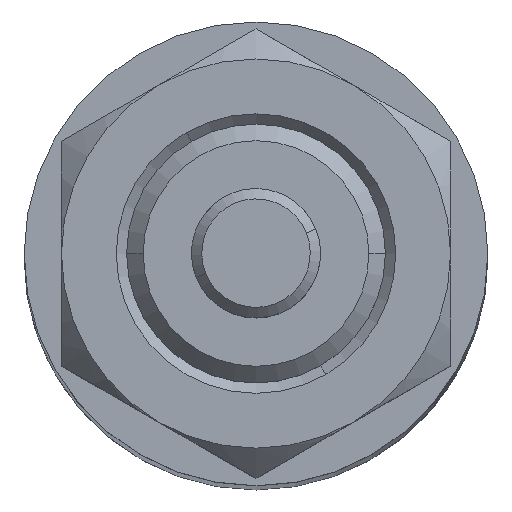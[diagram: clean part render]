
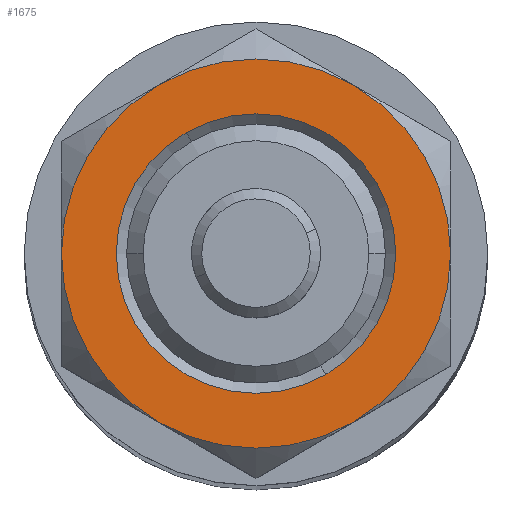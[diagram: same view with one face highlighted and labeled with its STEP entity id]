
A CAD part, top view. The second image highlights one B-rep face of the part: STEP entity #1675.
In plain terms, the highlighted planar face has unit normal (0, 0, 1).
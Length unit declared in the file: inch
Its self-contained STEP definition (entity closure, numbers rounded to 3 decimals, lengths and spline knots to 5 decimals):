
#17 = CIRCLE ( 'NONE', #354, 0.3375 ) ;
#68 = DIRECTION ( 'NONE',  ( -1., 0., 0. ) ) ;
#84 = CIRCLE ( 'NONE', #1503, 0.47 ) ;
#131 = DIRECTION ( 'NONE',  ( 0., 0., -1. ) ) ;
#180 = EDGE_LOOP ( 'NONE', ( #2495, #617, #960, #713, #591, #936 ) ) ;
#272 = EDGE_CURVE ( 'NONE', #818, #317, #84, .T. ) ;
#317 = VERTEX_POINT ( 'NONE', #1271 ) ;
#354 = AXIS2_PLACEMENT_3D ( 'NONE', #1523, #372, #1723 ) ;
#372 = DIRECTION ( 'NONE',  ( 0., 0., -1. ) ) ;
#385 = FACE_BOUND ( 'NONE', #827, .T. ) ;
#518 = DIRECTION ( 'NONE',  ( 0., 0., -1. ) ) ;
#587 = EDGE_CURVE ( 'NONE', #1517, #2066, #1350, .T. ) ;
#591 = ORIENTED_EDGE ( 'NONE', *, *, #587, .T. ) ;
#593 = CARTESIAN_POINT ( 'NONE',  ( 0., 0., 0.19 ) ) ;
#600 = CARTESIAN_POINT ( 'NONE',  ( 0.3375, 0., 0.19 ) ) ;
#617 = ORIENTED_EDGE ( 'NONE', *, *, #1440, .F. ) ;
#713 = ORIENTED_EDGE ( 'NONE', *, *, #1614, .F. ) ;
#737 = PLANE ( 'NONE',  #1039 ) ;
#762 = EDGE_CURVE ( 'NONE', #1100, #1291, #2432, .T. ) ;
#788 = DIRECTION ( 'NONE',  ( 1., 0., 0. ) ) ;
#818 = VERTEX_POINT ( 'NONE', #2267 ) ;
#827 = EDGE_LOOP ( 'NONE', ( #1148, #1184 ) ) ;
#833 = AXIS2_PLACEMENT_3D ( 'NONE', #2400, #1225, #68 ) ;
#844 = DIRECTION ( 'NONE',  ( 0., 0., -1. ) ) ;
#863 = AXIS2_PLACEMENT_3D ( 'NONE', #2011, #844, #2205 ) ;
#893 = AXIS2_PLACEMENT_3D ( 'NONE', #1673, #518, #1870 ) ;
#936 = ORIENTED_EDGE ( 'NONE', *, *, #1927, .F. ) ;
#950 = FACE_OUTER_BOUND ( 'NONE', #180, .T. ) ;
#960 = ORIENTED_EDGE ( 'NONE', *, *, #272, .F. ) ;
#980 = CIRCLE ( 'NONE', #863, 0.47 ) ;
#1032 = VERTEX_POINT ( 'NONE', #1746 ) ;
#1039 = AXIS2_PLACEMENT_3D ( 'NONE', #1890, #2488, #1310 ) ;
#1058 = CARTESIAN_POINT ( 'NONE',  ( 0., 0., 0.19 ) ) ;
#1064 = DIRECTION ( 'NONE',  ( 0., 0., -1. ) ) ;
#1100 = VERTEX_POINT ( 'NONE', #1226 ) ;
#1136 = EDGE_CURVE ( 'NONE', #1811, #1032, #1162, .T. ) ;
#1148 = ORIENTED_EDGE ( 'NONE', *, *, #1136, .T. ) ;
#1162 = CIRCLE ( 'NONE', #1446, 0.3375 ) ;
#1184 = ORIENTED_EDGE ( 'NONE', *, *, #1977, .T. ) ;
#1225 = DIRECTION ( 'NONE',  ( 0., 0., -1. ) ) ;
#1226 = CARTESIAN_POINT ( 'NONE',  ( -0.47, 0., 0.19 ) ) ;
#1251 = DIRECTION ( 'NONE',  ( -1., 0., 0. ) ) ;
#1271 = CARTESIAN_POINT ( 'NONE',  ( -0.235, -0.40703, 0.19 ) ) ;
#1281 = CARTESIAN_POINT ( 'NONE',  ( 0., 0., 0.19 ) ) ;
#1291 = VERTEX_POINT ( 'NONE', #1886 ) ;
#1310 = DIRECTION ( 'NONE',  ( -1., 0., 0. ) ) ;
#1350 = CIRCLE ( 'NONE', #1983, 0.47 ) ;
#1362 = CARTESIAN_POINT ( 'NONE',  ( 0.235, 0.40703, 0.19 ) ) ;
#1440 = EDGE_CURVE ( 'NONE', #317, #1100, #1900, .T. ) ;
#1446 = AXIS2_PLACEMENT_3D ( 'NONE', #1058, #2431, #1251 ) ;
#1484 = DIRECTION ( 'NONE',  ( -1., 0., 0. ) ) ;
#1503 = AXIS2_PLACEMENT_3D ( 'NONE', #2236, #1064, #2436 ) ;
#1517 = VERTEX_POINT ( 'NONE', #2438 ) ;
#1523 = CARTESIAN_POINT ( 'NONE',  ( 0., 0., 0.19 ) ) ;
#1591 = CIRCLE ( 'NONE', #2134, 0.47 ) ;
#1614 = EDGE_CURVE ( 'NONE', #1517, #818, #1591, .T. ) ;
#1673 = CARTESIAN_POINT ( 'NONE',  ( 0., 0., 0.19 ) ) ;
#1675 = ADVANCED_FACE ( 'NONE', ( #385, #950 ), #737, .F. ) ;
#1723 = DIRECTION ( 'NONE',  ( -1., 0., 0. ) ) ;
#1746 = CARTESIAN_POINT ( 'NONE',  ( -0.3375, 0., 0.19 ) ) ;
#1811 = VERTEX_POINT ( 'NONE', #600 ) ;
#1870 = DIRECTION ( 'NONE',  ( -1., 0., 0. ) ) ;
#1886 = CARTESIAN_POINT ( 'NONE',  ( -0.235, 0.40703, 0.19 ) ) ;
#1890 = CARTESIAN_POINT ( 'NONE',  ( 0., 0.54271, 0.19 ) ) ;
#1900 = CIRCLE ( 'NONE', #833, 0.47 ) ;
#1927 = EDGE_CURVE ( 'NONE', #1291, #2066, #980, .T. ) ;
#1943 = DIRECTION ( 'NONE',  ( 0., 0., 1. ) ) ;
#1977 = EDGE_CURVE ( 'NONE', #1032, #1811, #17, .T. ) ;
#1983 = AXIS2_PLACEMENT_3D ( 'NONE', #593, #1943, #788 ) ;
#2011 = CARTESIAN_POINT ( 'NONE',  ( 0., 0., 0.19 ) ) ;
#2066 = VERTEX_POINT ( 'NONE', #1362 ) ;
#2134 = AXIS2_PLACEMENT_3D ( 'NONE', #1281, #131, #1484 ) ;
#2205 = DIRECTION ( 'NONE',  ( -1., 0., 0. ) ) ;
#2236 = CARTESIAN_POINT ( 'NONE',  ( 0., 0., 0.19 ) ) ;
#2267 = CARTESIAN_POINT ( 'NONE',  ( 0.235, -0.40703, 0.19 ) ) ;
#2400 = CARTESIAN_POINT ( 'NONE',  ( 0., 0., 0.19 ) ) ;
#2431 = DIRECTION ( 'NONE',  ( 0., 0., -1. ) ) ;
#2432 = CIRCLE ( 'NONE', #893, 0.47 ) ;
#2436 = DIRECTION ( 'NONE',  ( -1., 0., 0. ) ) ;
#2438 = CARTESIAN_POINT ( 'NONE',  ( 0.47, 0., 0.19 ) ) ;
#2488 = DIRECTION ( 'NONE',  ( 0., 0., -1. ) ) ;
#2495 = ORIENTED_EDGE ( 'NONE', *, *, #762, .F. ) ;
